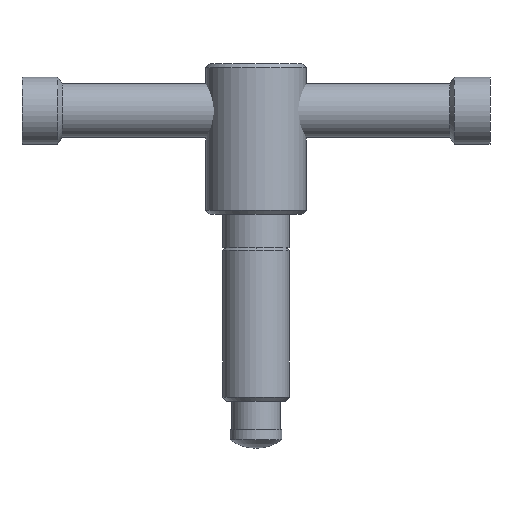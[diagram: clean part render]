
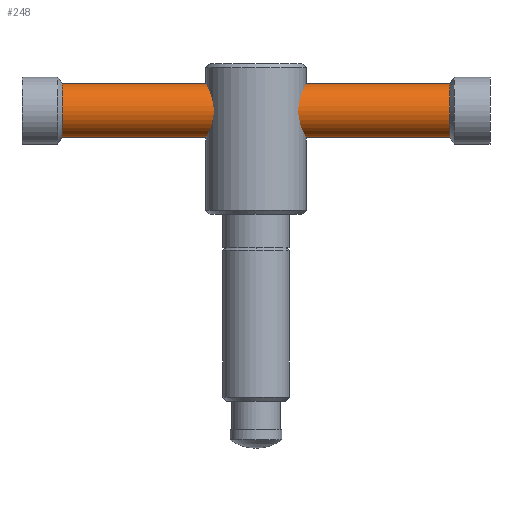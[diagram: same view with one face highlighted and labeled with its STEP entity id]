
A CAD part, front view. The second image highlights one B-rep face of the part: STEP entity #248.
In plain terms, the highlighted cylindrical face has radius 8 mm (diameter 16 mm), a partial arc.
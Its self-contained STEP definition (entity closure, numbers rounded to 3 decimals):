
#224=EDGE_CURVE('',#424,#396,#590,.T.);
#248=ADVANCED_FACE('',(#619),#620,.T.);
#308=EDGE_CURVE('',#534,#396,#687,.T.);
#396=VERTEX_POINT('',#790);
#424=VERTEX_POINT('',#818);
#482=EDGE_CURVE('',#548,#424,#883,.T.);
#522=EDGE_CURVE('',#534,#548,#930,.T.);
#534=VERTEX_POINT('',#942);
#548=VERTEX_POINT('',#957);
#590=LINE('',#1001,#1002);
#619=FACE_OUTER_BOUND('',#1042,.T.);
#620=CYLINDRICAL_SURFACE('',#1043,8.0);
#687=CIRCLE('',#1133,8.0);
#790=CARTESIAN_POINT('',(-58.,0.,109.0));
#818=CARTESIAN_POINT('',(58.,0.,109.0));
#883=CIRCLE('',#1383,8.0);
#930=LINE('',#1438,#1439);
#942=CARTESIAN_POINT('',(-58.,0.,93.));
#957=CARTESIAN_POINT('',(58.,0.,93.));
#1001=CARTESIAN_POINT('',(-29.,0.,109.0));
#1002=VECTOR('',#1491,1.0);
#1042=EDGE_LOOP('',(#1539,#1540,#1541,#1542));
#1043=AXIS2_PLACEMENT_3D('',#1543,#1544,#1545);
#1133=AXIS2_PLACEMENT_3D('',#1621,#1622,#1623);
#1383=AXIS2_PLACEMENT_3D('',#1891,#1892,#1893);
#1438=CARTESIAN_POINT('',(-29.,0.,93.));
#1439=VECTOR('',#1952,1.0);
#1491=DIRECTION('',(-1.0,0.0,0.0));
#1539=ORIENTED_EDGE('',*,*,#224,.T.);
#1540=ORIENTED_EDGE('',*,*,#308,.F.);
#1541=ORIENTED_EDGE('',*,*,#522,.T.);
#1542=ORIENTED_EDGE('',*,*,#482,.T.);
#1543=CARTESIAN_POINT('',(-29.,0.,101.0));
#1544=DIRECTION('',(1.0,-0.0,-0.0));
#1545=DIRECTION('',(0.0,0.,1.0));
#1621=CARTESIAN_POINT('',(-58.,0.,101.0));
#1622=DIRECTION('',(-1.0,0.0,0.0));
#1623=DIRECTION('',(0.0,0.,1.0));
#1891=CARTESIAN_POINT('',(58.,0.,101.0));
#1892=DIRECTION('',(-1.0,0.0,0.0));
#1893=DIRECTION('',(0.0,0.,1.0));
#1952=DIRECTION('',(1.0,-0.0,-0.0));
